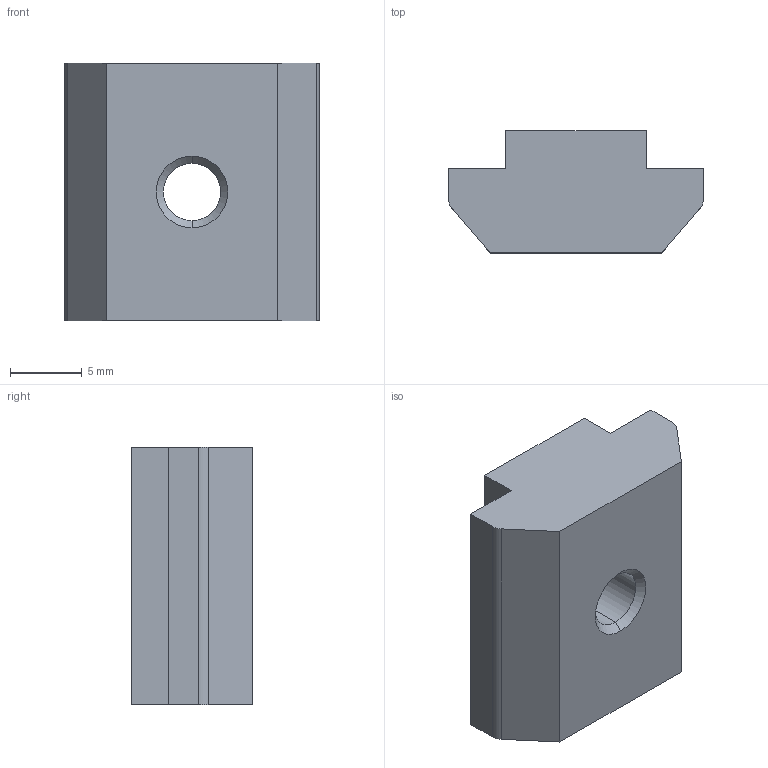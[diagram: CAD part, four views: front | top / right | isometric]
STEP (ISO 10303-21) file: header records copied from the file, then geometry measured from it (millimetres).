
FILE_DESCRIPTION (( 'STEP AP214' ), '1' );
FILE_NAME ('A862 Ñóõàðü ïàçîâûé Ì5, ïàç 10, íåðæ.STEP', '2025-10-20T09:20:44', ( '' ), ( '' ), 'SwSTEP 2.0', 'SolidWorks 2025', '' );
FILE_SCHEMA (( 'AUTOMOTIVE_DESIGN' ));
Length unit declared in the file: millimetre
Products named in the file (1): A862 Сухарь пазовый М5, паз 10, нерж
Bounding box: 17.8 x 8.5 x 18 mm (x, y, z)
Volume: 2060.7 mm3; surface area: 1196 mm2
Topology: 1 solids, 1 shells, 20 faces, 50 edges, 32 vertices
Faces by surface type: plane 12, cone 4, cylinder 4
Entity records: 621 total; most frequent: DIRECTION 104, CARTESIAN_POINT 103, ORIENTED_EDGE 100, EDGE_CURVE 50, LINE 38, VECTOR 38, AXIS2_PLACEMENT_3D 33, VERTEX_POINT 32
